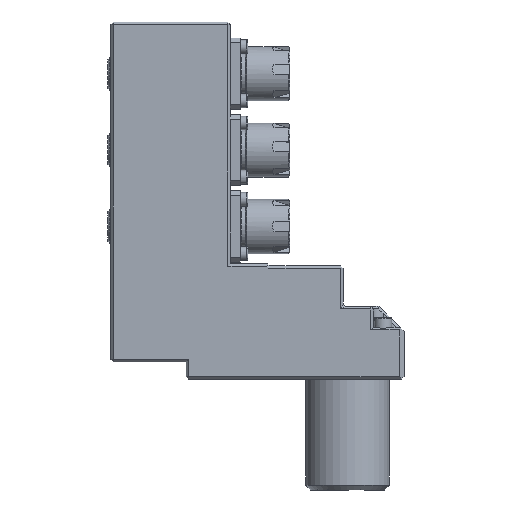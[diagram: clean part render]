
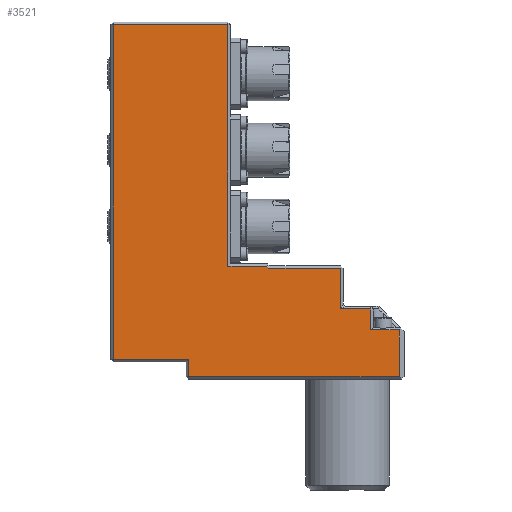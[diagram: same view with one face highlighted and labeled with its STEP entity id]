
A CAD part, front view. The second image highlights one B-rep face of the part: STEP entity #3521.
In plain terms, the highlighted face is planar.
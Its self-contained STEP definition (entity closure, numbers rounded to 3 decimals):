
#193=LINE('',#5442,#497);
#196=LINE('',#5448,#500);
#204=LINE('',#5465,#508);
#214=LINE('',#5519,#518);
#228=LINE('',#5547,#532);
#233=LINE('',#5559,#537);
#241=LINE('',#5592,#545);
#252=LINE('',#5618,#556);
#256=LINE('',#5625,#560);
#259=LINE('',#5629,#563);
#262=LINE('',#5634,#566);
#270=LINE('',#5647,#574);
#287=LINE('',#5713,#591);
#326=LINE('',#5839,#630);
#497=VECTOR('',#4457,85.5);
#500=VECTOR('',#4462,7.);
#508=VECTOR('',#4476,30.5);
#518=VECTOR('',#4492,136.);
#532=VECTOR('',#4516,46.5);
#537=VECTOR('',#4525,8.5);
#545=VECTOR('',#4545,98.2);
#556=VECTOR('',#4564,1.131);
#560=VECTOR('',#4570,29.214);
#563=VECTOR('',#4575,16.5);
#566=VECTOR('',#4582,15.786);
#574=VECTOR('',#4596,12.2);
#591=VECTOR('',#4635,11.5);
#630=VECTOR('',#4726,19.);
#819=PLANE('',#3844);
#1163=FACE_OUTER_BOUND('',#1479,.T.);
#1479=EDGE_LOOP('',(#3079,#3080,#3081,#3082,#3083,#3084,#3085,#3086,#3087,
#3088,#3089,#3090,#3091,#3092));
#1815=VERTEX_POINT('',#5436);
#1816=VERTEX_POINT('',#5440);
#1818=VERTEX_POINT('',#5447);
#1824=VERTEX_POINT('',#5461);
#1834=VERTEX_POINT('',#5514);
#1843=VERTEX_POINT('',#5542);
#1844=VERTEX_POINT('',#5549);
#1848=VERTEX_POINT('',#5558);
#1857=VERTEX_POINT('',#5591);
#1860=VERTEX_POINT('',#5598);
#1866=VERTEX_POINT('',#5612);
#1867=VERTEX_POINT('',#5616);
#1868=VERTEX_POINT('',#5617);
#1883=VERTEX_POINT('',#5712);
#2161=EDGE_CURVE('',#1816,#1815,#193,.T.);
#2164=EDGE_CURVE('',#1815,#1818,#196,.T.);
#2172=EDGE_CURVE('',#1818,#1824,#204,.T.);
#2185=EDGE_CURVE('',#1824,#1834,#214,.T.);
#2199=EDGE_CURVE('',#1834,#1843,#228,.T.);
#2204=EDGE_CURVE('',#1844,#1848,#233,.T.);
#2216=EDGE_CURVE('',#1843,#1857,#241,.T.);
#2227=EDGE_CURVE('',#1867,#1868,#252,.T.);
#2231=EDGE_CURVE('',#1868,#1866,#256,.T.);
#2234=EDGE_CURVE('',#1866,#1860,#259,.T.);
#2237=EDGE_CURVE('',#1857,#1867,#262,.T.);
#2245=EDGE_CURVE('',#1860,#1844,#270,.T.);
#2268=EDGE_CURVE('',#1848,#1883,#287,.T.);
#2314=EDGE_CURVE('',#1883,#1816,#326,.T.);
#3079=ORIENTED_EDGE('',*,*,#2161,.F.);
#3080=ORIENTED_EDGE('',*,*,#2314,.F.);
#3081=ORIENTED_EDGE('',*,*,#2268,.F.);
#3082=ORIENTED_EDGE('',*,*,#2204,.F.);
#3083=ORIENTED_EDGE('',*,*,#2245,.F.);
#3084=ORIENTED_EDGE('',*,*,#2234,.F.);
#3085=ORIENTED_EDGE('',*,*,#2231,.F.);
#3086=ORIENTED_EDGE('',*,*,#2227,.F.);
#3087=ORIENTED_EDGE('',*,*,#2237,.F.);
#3088=ORIENTED_EDGE('',*,*,#2216,.F.);
#3089=ORIENTED_EDGE('',*,*,#2199,.F.);
#3090=ORIENTED_EDGE('',*,*,#2185,.F.);
#3091=ORIENTED_EDGE('',*,*,#2172,.F.);
#3092=ORIENTED_EDGE('',*,*,#2164,.F.);
#3521=ADVANCED_FACE('',(#1163),#819,.F.);
#3844=AXIS2_PLACEMENT_3D('',#5843,#4731,#4732);
#4457=DIRECTION('',(0.,1.,0.));
#4462=DIRECTION('',(-1.,0.,0.));
#4476=DIRECTION('',(0.,1.,0.));
#4492=DIRECTION('',(-1.,0.,0.));
#4516=DIRECTION('',(0.,-1.,0.));
#4525=DIRECTION('',(1.,0.,0.));
#4545=DIRECTION('',(1.,0.,0.));
#4564=DIRECTION('',(0.707,-0.707,0.));
#4570=DIRECTION('',(0.,-1.,0.));
#4575=DIRECTION('',(1.,0.,0.));
#4582=DIRECTION('',(0.,-1.,0.));
#4596=DIRECTION('',(0.,-1.,0.));
#4635=DIRECTION('',(0.,-1.,0.));
#4726=DIRECTION('',(1.,0.,0.));
#4731=DIRECTION('center_axis',(0.,0.,1.));
#4732=DIRECTION('ref_axis',(1.,0.,0.));
#5436=CARTESIAN_POINT('',(-1.,87.5,0.));
#5440=CARTESIAN_POINT('',(-1.,2.,0.));
#5442=CARTESIAN_POINT('',(-1.,36.531,0.));
#5447=CARTESIAN_POINT('',(-8.,87.5,0.));
#5448=CARTESIAN_POINT('',(-29.469,87.5,0.));
#5461=CARTESIAN_POINT('',(-8.,118.,0.));
#5465=CARTESIAN_POINT('',(-8.,80.781,0.));
#5514=CARTESIAN_POINT('',(-144.,118.,0.));
#5519=CARTESIAN_POINT('',(-32.969,118.,0.));
#5542=CARTESIAN_POINT('',(-144.,71.5,0.));
#5547=CARTESIAN_POINT('',(-144.,96.031,0.));
#5549=CARTESIAN_POINT('',(-28.5,13.5,0.));
#5558=CARTESIAN_POINT('',(-20.,13.5,0.));
#5559=CARTESIAN_POINT('',(-44.219,13.5,0.));
#5591=CARTESIAN_POINT('',(-45.8,71.5,0.));
#5592=CARTESIAN_POINT('',(-101.969,71.5,0.));
#5598=CARTESIAN_POINT('',(-28.5,25.7,0.));
#5612=CARTESIAN_POINT('',(-45.,25.7,0.));
#5616=CARTESIAN_POINT('',(-45.8,55.714,0.));
#5617=CARTESIAN_POINT('',(-45.,54.914,0.));
#5618=CARTESIAN_POINT('',(-53.368,63.282,0.));
#5625=CARTESIAN_POINT('',(-45.,63.781,0.));
#5629=CARTESIAN_POINT('',(-52.469,25.7,0.));
#5634=CARTESIAN_POINT('',(-45.8,71.781,0.));
#5647=CARTESIAN_POINT('',(-28.5,48.881,0.));
#5712=CARTESIAN_POINT('',(-20.,2.,0.));
#5713=CARTESIAN_POINT('',(-20.,39.656,0.));
#5839=CARTESIAN_POINT('',(-44.219,2.,0.));
#5843=CARTESIAN_POINT('Origin',(-58.938,73.062,0.));
